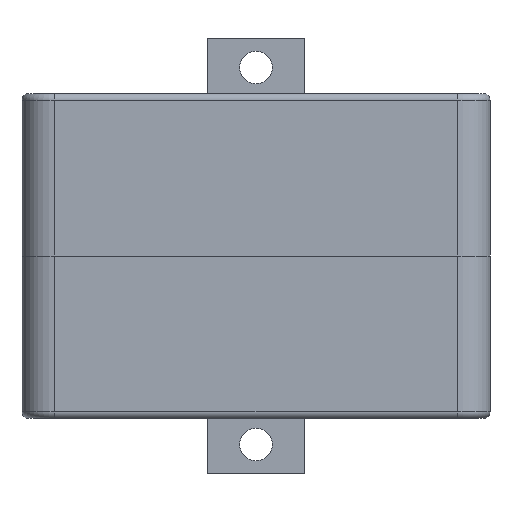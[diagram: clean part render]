
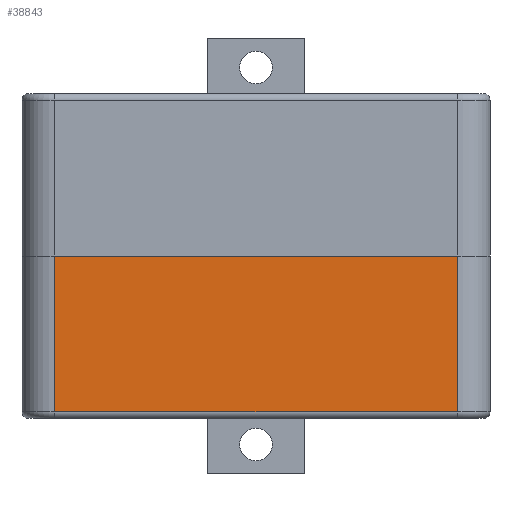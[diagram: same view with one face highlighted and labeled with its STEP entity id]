
A CAD part, front view. The second image highlights one B-rep face of the part: STEP entity #38843.
In plain terms, the highlighted planar face has unit normal (0, -1, 0).
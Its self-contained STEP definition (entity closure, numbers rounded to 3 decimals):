
#4393 = PLANE ( 'NONE',  #15763 ) ;
#6227 = VERTEX_POINT ( 'NONE', #63516 ) ;
#7900 = VERTEX_POINT ( 'NONE', #77992 ) ;
#11187 = CARTESIAN_POINT ( 'NONE',  ( -31., -38.5, 2. ) ) ;
#14325 = DIRECTION ( 'NONE',  ( 0., 1., 0. ) ) ;
#15763 = AXIS2_PLACEMENT_3D ( 'NONE', #88260, #14325, #42915 ) ;
#31976 = VECTOR ( 'NONE', #39258, 1000. ) ;
#34842 = CARTESIAN_POINT ( 'NONE',  ( -31., -38.5, 25. ) ) ;
#36471 = VERTEX_POINT ( 'NONE', #34842 ) ;
#37290 = VERTEX_POINT ( 'NONE', #57297 ) ;
#37505 = VECTOR ( 'NONE', #114868, 1000. ) ;
#37604 = VECTOR ( 'NONE', #98796, 1000. ) ;
#37769 = EDGE_CURVE ( 'NONE', #36471, #37290, #78839, .T. ) ;
#38814 = EDGE_CURVE ( 'NONE', #37290, #7900, #89459, .T. ) ;
#38843 = ADVANCED_FACE ( 'NONE', ( #90084 ), #4393, .F. ) ;
#39258 = DIRECTION ( 'NONE',  ( 1., 0., 0. ) ) ;
#42333 = EDGE_CURVE ( 'NONE', #36471, #6227, #76515, .T. ) ;
#42915 = DIRECTION ( 'NONE',  ( -1., 0., 0. ) ) ;
#51494 = ORIENTED_EDGE ( 'NONE', *, *, #42333, .F. ) ;
#57297 = CARTESIAN_POINT ( 'NONE',  ( -31., -38.5, 1. ) ) ;
#58799 = ORIENTED_EDGE ( 'NONE', *, *, #60165, .F. ) ;
#60165 = EDGE_CURVE ( 'NONE', #6227, #7900, #70979, .T. ) ;
#63516 = CARTESIAN_POINT ( 'NONE',  ( 31., -38.5, 25. ) ) ;
#70979 = LINE ( 'NONE', #80931, #87206 ) ;
#76515 = LINE ( 'NONE', #105061, #31976 ) ;
#77992 = CARTESIAN_POINT ( 'NONE',  ( 31., -38.5, 1. ) ) ;
#78839 = LINE ( 'NONE', #11187, #37505 ) ;
#80931 = CARTESIAN_POINT ( 'NONE',  ( 31., -38.5, 2. ) ) ;
#83655 = ORIENTED_EDGE ( 'NONE', *, *, #38814, .T. ) ;
#87206 = VECTOR ( 'NONE', #91425, 1000. ) ;
#88260 = CARTESIAN_POINT ( 'NONE',  ( 0., -38.5, 2. ) ) ;
#89459 = LINE ( 'NONE', #116808, #37604 ) ;
#90084 = FACE_OUTER_BOUND ( 'NONE', #109039, .T. ) ;
#91425 = DIRECTION ( 'NONE',  ( 0., 0., -1. ) ) ;
#98796 = DIRECTION ( 'NONE',  ( 1., 0., 0. ) ) ;
#105061 = CARTESIAN_POINT ( 'NONE',  ( 0., -38.5, 25. ) ) ;
#109039 = EDGE_LOOP ( 'NONE', ( #111512, #83655, #58799, #51494 ) ) ;
#111512 = ORIENTED_EDGE ( 'NONE', *, *, #37769, .T. ) ;
#114868 = DIRECTION ( 'NONE',  ( 0., 0., -1. ) ) ;
#116808 = CARTESIAN_POINT ( 'NONE',  ( 0., -38.5, 1. ) ) ;
